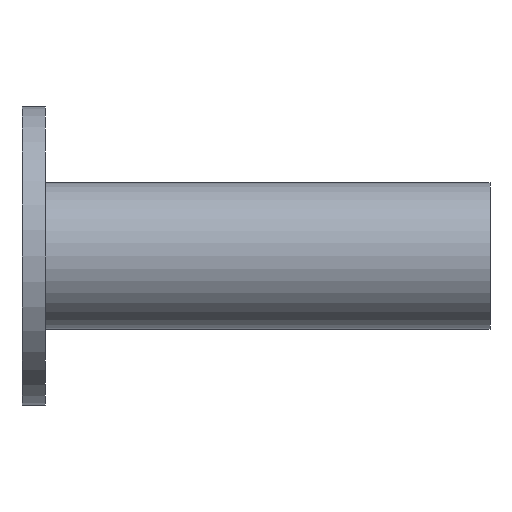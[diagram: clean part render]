
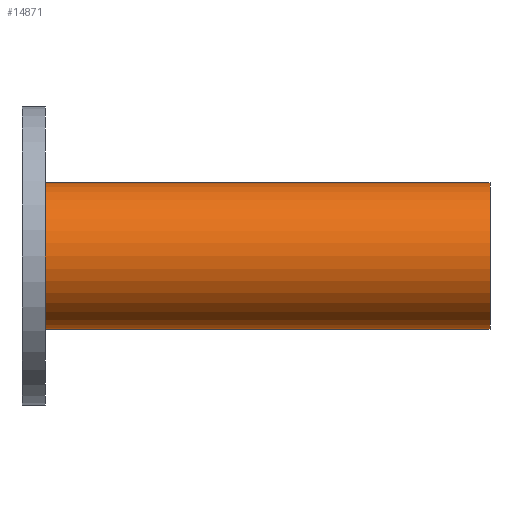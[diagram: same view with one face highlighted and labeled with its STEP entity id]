
A CAD part, front view. The second image highlights one B-rep face of the part: STEP entity #14871.
In plain terms, the highlighted cylindrical face has radius 6.35 mm (diameter 12.7 mm), a partial arc.
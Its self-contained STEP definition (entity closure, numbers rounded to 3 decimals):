
#574 = DIRECTION ( 'NONE',  ( 1., 0., 0. ) ) ;
#1920 = AXIS2_PLACEMENT_3D ( 'NONE', #6375, #574, #11404 ) ;
#2011 = EDGE_CURVE ( 'NONE', #3594, #7132, #8903, .T. ) ;
#2550 = CYLINDRICAL_SURFACE ( 'NONE', #7100, 6.35 ) ;
#2641 = CARTESIAN_POINT ( 'NONE',  ( 40.5, 0., -6.35 ) ) ;
#3594 = VERTEX_POINT ( 'NONE', #7752 ) ;
#4119 = CARTESIAN_POINT ( 'NONE',  ( 40.5, 0., 0. ) ) ;
#4410 = LINE ( 'NONE', #10992, #13846 ) ;
#4548 = VECTOR ( 'NONE', #9606, 1000. ) ;
#4612 = CIRCLE ( 'NONE', #1920, 6.35 ) ;
#5331 = EDGE_CURVE ( 'NONE', #3594, #6216, #12127, .T. ) ;
#6216 = VERTEX_POINT ( 'NONE', #2641 ) ;
#6375 = CARTESIAN_POINT ( 'NONE',  ( 2., 0., 0. ) ) ;
#6426 = CARTESIAN_POINT ( 'NONE',  ( 2., 0., -6.35 ) ) ;
#7100 = AXIS2_PLACEMENT_3D ( 'NONE', #14848, #11240, #7774 ) ;
#7132 = VERTEX_POINT ( 'NONE', #13457 ) ;
#7134 = ORIENTED_EDGE ( 'NONE', *, *, #14734, .F. ) ;
#7397 = ORIENTED_EDGE ( 'NONE', *, *, #2011, .T. ) ;
#7752 = CARTESIAN_POINT ( 'NONE',  ( 40.5, 0., 6.35 ) ) ;
#7774 = DIRECTION ( 'NONE',  ( 0., 0., 1. ) ) ;
#8791 = ORIENTED_EDGE ( 'NONE', *, *, #5331, .F. ) ;
#8821 = DIRECTION ( 'NONE',  ( 1., 0., 0. ) ) ;
#8903 = LINE ( 'NONE', #13044, #4548 ) ;
#9120 = FACE_OUTER_BOUND ( 'NONE', #9896, .T. ) ;
#9378 = VERTEX_POINT ( 'NONE', #6426 ) ;
#9606 = DIRECTION ( 'NONE',  ( -1., 0., 0. ) ) ;
#9896 = EDGE_LOOP ( 'NONE', ( #7134, #8791, #7397, #14546 ) ) ;
#10992 = CARTESIAN_POINT ( 'NONE',  ( 40.5, 0., -6.35 ) ) ;
#11139 = DIRECTION ( 'NONE',  ( -1., 0., 0. ) ) ;
#11240 = DIRECTION ( 'NONE',  ( -1., 0., 0. ) ) ;
#11404 = DIRECTION ( 'NONE',  ( 0., 0., -1. ) ) ;
#11405 = EDGE_CURVE ( 'NONE', #7132, #9378, #4612, .T. ) ;
#12127 = CIRCLE ( 'NONE', #12243, 6.35 ) ;
#12142 = DIRECTION ( 'NONE',  ( 0., 0., -1. ) ) ;
#12243 = AXIS2_PLACEMENT_3D ( 'NONE', #4119, #8821, #12142 ) ;
#13044 = CARTESIAN_POINT ( 'NONE',  ( 40.5, 0., 6.35 ) ) ;
#13457 = CARTESIAN_POINT ( 'NONE',  ( 2., 0., 6.35 ) ) ;
#13846 = VECTOR ( 'NONE', #11139, 1000. ) ;
#14546 = ORIENTED_EDGE ( 'NONE', *, *, #11405, .T. ) ;
#14734 = EDGE_CURVE ( 'NONE', #6216, #9378, #4410, .T. ) ;
#14848 = CARTESIAN_POINT ( 'NONE',  ( 40.5, 0., 0. ) ) ;
#14871 = ADVANCED_FACE ( 'NONE', ( #9120 ), #2550, .T. ) ;
